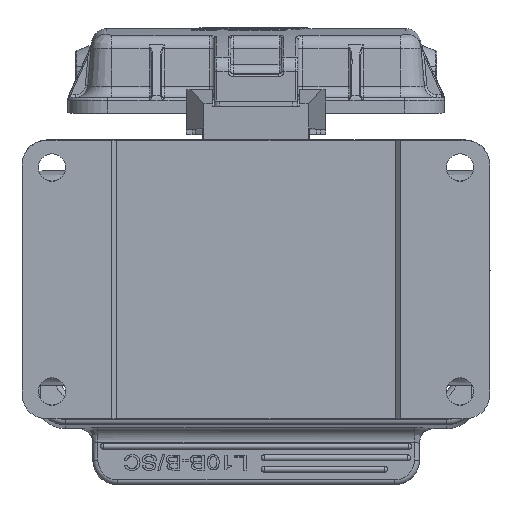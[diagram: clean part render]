
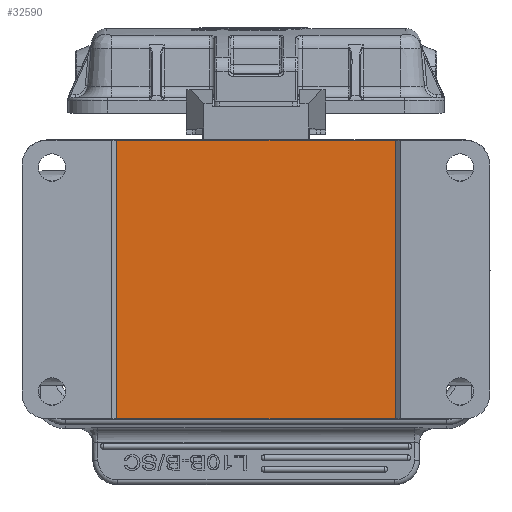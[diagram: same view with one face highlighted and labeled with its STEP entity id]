
A CAD part, front view. The second image highlights one B-rep face of the part: STEP entity #32590.
In plain terms, the highlighted planar face has unit normal (0, -1, -0.009).
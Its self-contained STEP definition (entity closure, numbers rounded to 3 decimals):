
#2814=DIRECTION('',(1.,0.,0.));
#2815=VECTOR('',#2814,56.);
#2816=CARTESIAN_POINT('',(18.986,-21.779,
-50.144));
#2817=LINE('',#2816,#2815);
#3228=DIRECTION('',(-1.,0.,0.));
#3229=VECTOR('',#3228,56.);
#3230=CARTESIAN_POINT('',(74.986,-22.285,5.854));
#3231=LINE('',#3230,#3229);
#3278=DIRECTION('',(0.,-0.009,1.));
#3279=VECTOR('',#3278,56.);
#3280=CARTESIAN_POINT('',(74.986,-21.796,
-50.144));
#3281=LINE('',#3280,#3279);
#3282=DIRECTION('',(0.,-0.009,1.));
#3283=VECTOR('',#3282,56.);
#3284=CARTESIAN_POINT('',(18.986,-21.779,
-50.144));
#3285=LINE('',#3284,#3283);
#26220=CARTESIAN_POINT('',(18.986,-21.779,
-50.144));
#26221=VERTEX_POINT('',#26220);
#26222=CARTESIAN_POINT('',(74.986,-21.796,
-50.144));
#26223=VERTEX_POINT('',#26222);
#26313=CARTESIAN_POINT('',(74.986,-22.285,
5.854));
#26314=VERTEX_POINT('',#26313);
#26315=CARTESIAN_POINT('',(18.986,-22.267,
5.854));
#26316=VERTEX_POINT('',#26315);
#32578=CARTESIAN_POINT('',(46.986,-22.032,
-22.145));
#32579=DIRECTION('',(0.,1.,0.009));
#32580=DIRECTION('',(0.,-0.009,1.));
#32581=AXIS2_PLACEMENT_3D('',#32578,#32579,#32580);
#32582=PLANE('',#32581);
#32583=ORIENTED_EDGE('',*,*,#31842,.F.);
#32585=ORIENTED_EDGE('',*,*,#32584,.T.);
#32586=ORIENTED_EDGE('',*,*,#32514,.F.);
#32587=ORIENTED_EDGE('',*,*,#32570,.F.);
#32588=EDGE_LOOP('',(#32583,#32585,#32586,#32587));
#32589=FACE_OUTER_BOUND('',#32588,.F.);
#31842=EDGE_CURVE('',#26221,#26223,#2817,.T.);
#32514=EDGE_CURVE('',#26314,#26316,#3231,.T.);
#32570=EDGE_CURVE('',#26223,#26314,#3281,.T.);
#32584=EDGE_CURVE('',#26221,#26316,#3285,.T.);
#32590=ADVANCED_FACE('',(#32589),#32582,.F.);
